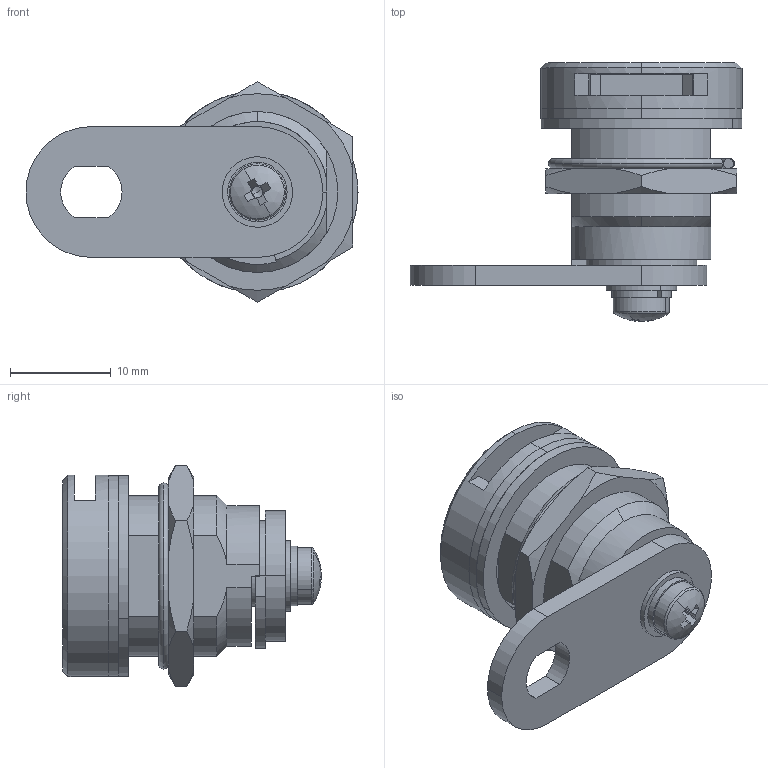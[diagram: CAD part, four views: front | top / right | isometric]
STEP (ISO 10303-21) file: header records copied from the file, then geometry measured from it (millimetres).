
FILE_DESCRIPTION (( 'STEP AP203' ), '1' );
FILE_NAME ('Žº‰ª•ÏŠ·.STEP', '2012-08-28T03:58:04', ( '' ), ( '' ), 'SwSTEP 2.0', 'SolidWorks 2011', '' );
FILE_SCHEMA (( 'CONFIG_CONTROL_DESIGN' ));
Length unit declared in the file: millimetre
Products named in the file (12): A-310-5_ストップカム; A-310-5_ローター; A-310-5_止め金; A-310-5_ハウジング; A-310-5_パッキン; A-310-5_スプリングワッシャーM3_JIS B 1251 No.2 3; A-310-5_十字穴付なべねじM3_M3×6; 室岡変換; A-310-5_暯儚僢僔儍乕M3_JIS B 1256 Finished circular 3; A-310-5_ŠÇ—pƒiƒbƒgM16_JIS B 1181 Hexagon thin nut - double chamfered A M16 --N; A-310-5_平ワッシャー; A-310-5_リングワッシャー_公開用
Assembly tree (11 placements, depth 2):
  室岡変換
    A-310-5_十字穴付なべねじM3_M3×6
    A-310-5_スプリングワッシャーM3_JIS B 1251 No.2 3
    A-310-5_リングワッシャー_公開用
    A-310-5_平ワッシャー
    A-310-5_パッキン
    A-310-5_ストップカム
    A-310-5_止め金
    A-310-5_ローター
    A-310-5_ハウジング
    A-310-5_ŠÇ—pƒiƒbƒgM16_JIS B 1181 Hexagon thin nut - double chamfered A M16 --N
    A-310-5_暯儚僢僔儍乕M3_JIS B 1256 Finished circular 3
Bounding box: 33 x 25.65 x 21.94 mm (x, y, z)
Volume: 4642.3 mm3; surface area: 6207.5 mm2
Topology: 11 solids, 11 shells, 215 faces, 518 edges, 336 vertices
Faces by surface type: plane 99, cylinder 78, cone 32, torus 4, sphere 2
Entity records: 7738 total; most frequent: CARTESIAN_POINT 1282, DIRECTION 1165, ORIENTED_EDGE 1032, EDGE_CURVE 516, AXIS2_PLACEMENT_3D 465, VERTEX_POINT 336, EDGE_LOOP 244, CIRCLE 236
